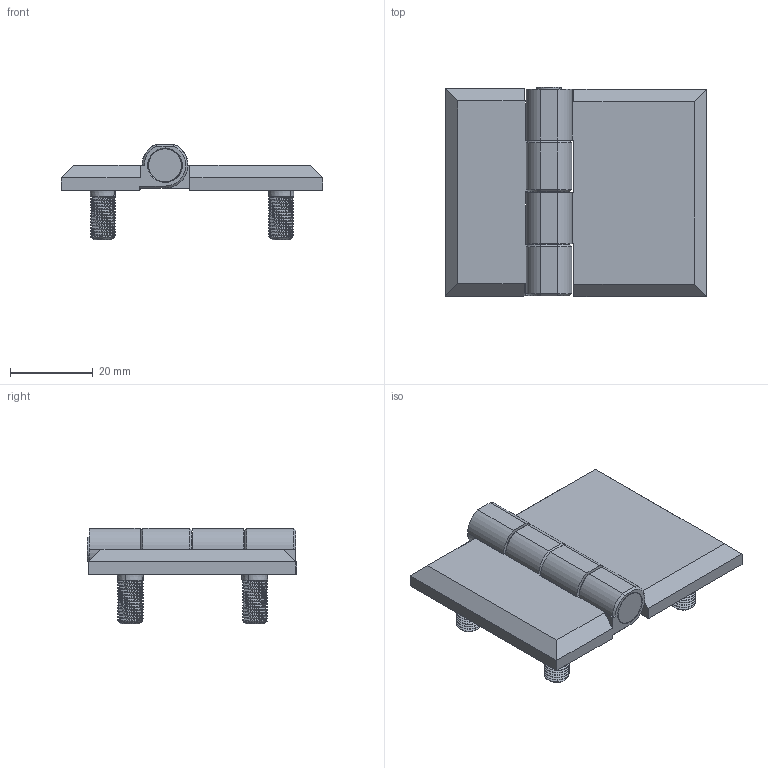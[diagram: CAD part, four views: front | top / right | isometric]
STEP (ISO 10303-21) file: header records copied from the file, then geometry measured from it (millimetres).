
FILE_DESCRIPTION (( 'STEP AP203' ), '1' );
FILE_NAME ('MY5063.1.2.1.STEP', '2022-08-01T08:55:01', ( '' ), ( '' ), 'SwSTEP 2.0', 'SolidWorks 2021', '' );
FILE_SCHEMA (( 'CONFIG_CONTROL_DESIGN' ));
Length unit declared in the file: millimetre
Products named in the file (1): MY5063.1.2.1
Bounding box: 63 x 50.48 x 23.13 mm (x, y, z)
Surface area: 11519.4 mm2 (no closed solid volume)
Topology: 0 solids, 8 shells, 247 faces, 695 edges, 462 vertices
Faces by surface type: cylinder 145, plane 60, cone 30, bspline 12
Entity records: 13649 total; most frequent: CARTESIAN_POINT 7939, ORIENTED_EDGE 1356, DIRECTION 1003, EDGE_CURVE 695, VERTEX_POINT 462, AXIS2_PLACEMENT_3D 366, LINE 271, VECTOR 271
